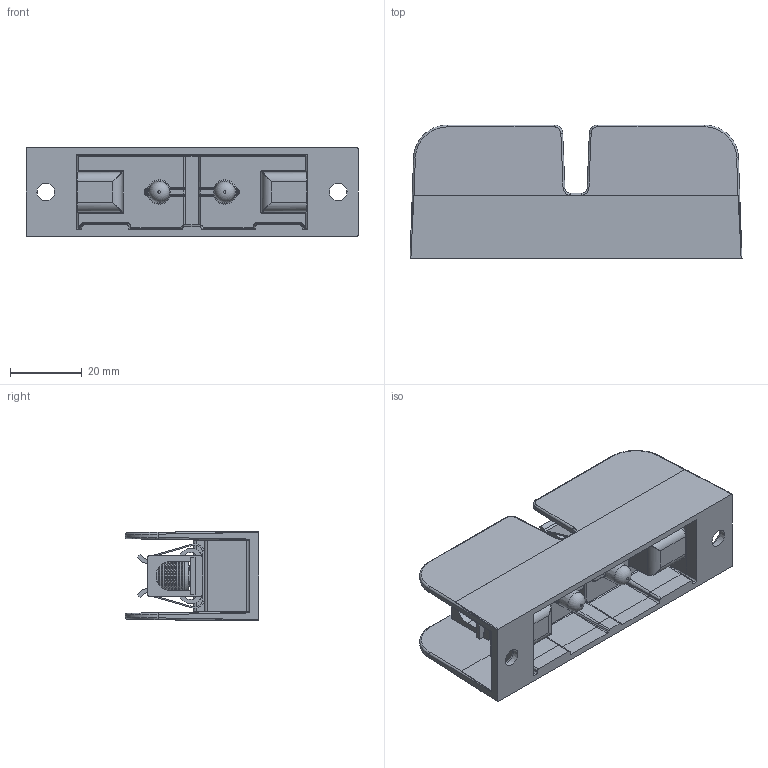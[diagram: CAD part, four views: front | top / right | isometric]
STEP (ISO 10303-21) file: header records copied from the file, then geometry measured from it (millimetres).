
FILE_DESCRIPTION (( 'STEP AP203' ), '1' );
FILE_NAME ('700199REVA.STEP', '2013-09-10T13:00:33', ( '' ), ( '' ), 'SwSTEP 2.0', 'SolidWorks 2013', '' );
FILE_SCHEMA (( 'CONFIG_CONTROL_DESIGN' ));
Length unit declared in the file: inch
Products named in the file (8): 410001; 370002-101; 330122-101; C08970; 310170; 400010; F08910_90184A127; 700199REVA
Assembly tree (9 placements, depth 3):
  700199REVA
    410001
    400010  x2
      370002-101
      330122-101
      C08970
      310170
    F08910_90184A127  x2
Bounding box: 92.71 x 37.34 x 24.77 mm (x, y, z)
Volume: 25817.4 mm3; surface area: 30141.1 mm2
Topology: 11 solids, 11 shells, 828 faces, 2091 edges, 1261 vertices
Faces by surface type: plane 286, cylinder 239, bspline 139, cone 104, torus 36, sphere 24
Full cylindrical faces by diameter (mm): 1.524 x16, 3.81 x2, 5.969 x2, 8.382 x2
Entity records: 23596 total; most frequent: CARTESIAN_POINT 9269, ORIENTED_EDGE 2898, DIRECTION 2674, EDGE_CURVE 1449, AXIS2_PLACEMENT_3D 1008, VERTEX_POINT 892, EDGE_LOOP 701, LINE 658
